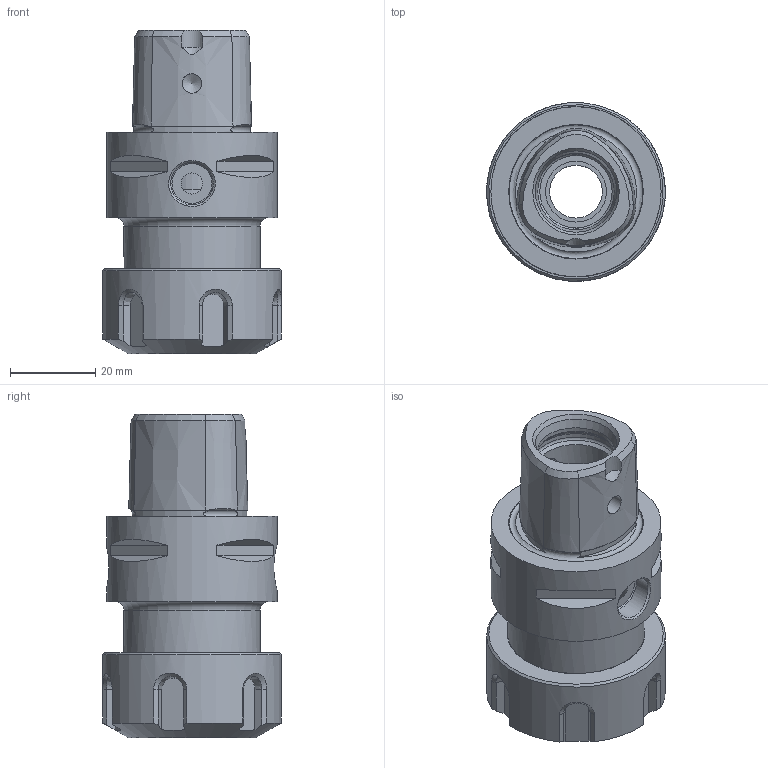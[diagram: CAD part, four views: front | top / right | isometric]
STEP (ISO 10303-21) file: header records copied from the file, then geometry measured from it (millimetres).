
FILE_DESCRIPTION(/* description */ (''),/* implementation_level */ '2;1');
FILE_NAME(/* name */ '04_16_2_52.stp',/* time_stamp */ '2022-07-27T10:01:12+02:00',/* author */ ('cad'),/* organization */ (''),/* preprocessor_version */ 'ST-DEVELOPER v18.1',/* originating_system */ 'Autodesk Inventor 2021',/* authorisation */ '');
FILE_SCHEMA (('AUTOMOTIVE_DESIGN { 1 0 10303 214 3 1 1 }'));
Length unit declared in the file: inch
Products named in the file (1): 04_16_2_52_Shrinkwrap_1
Bounding box: 41.94 x 41.88 x 76 mm (x, y, z)
Volume: 48156.7 mm3; surface area: 17545.2 mm2
Topology: 1 solids, 1 shells, 152 faces, 401 edges, 263 vertices
Faces by surface type: plane 49, cone 43, cylinder 36, bspline 19, torus 5
Full cylindrical faces by diameter (mm): 4.6 x2, 5 x1, 9 x1, 10 x1, 12.376 x1, 14.3 x1, 17.5 x1, 18 x2, 20 x1, 20.7 x1, 25.75 x1, 30.376 x1, 32 x1, 32.5 x1, 40 x1, 42 x1
Entity records: 5842 total; most frequent: CARTESIAN_POINT 2030, ORIENTED_EDGE 798, DIRECTION 703, EDGE_CURVE 399, AXIS2_PLACEMENT_3D 299, VERTEX_POINT 264, EDGE_LOOP 171, CIRCLE 157
